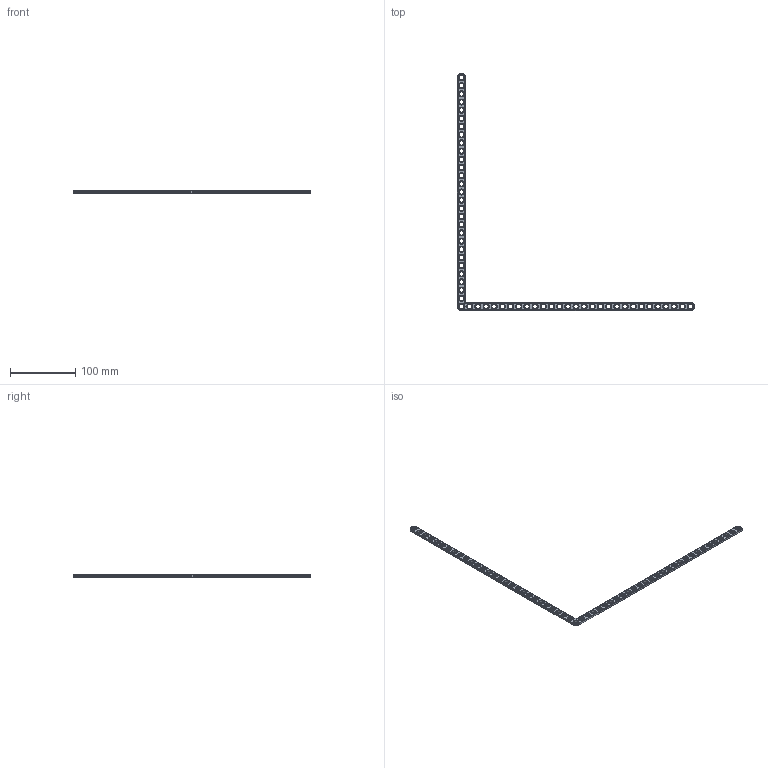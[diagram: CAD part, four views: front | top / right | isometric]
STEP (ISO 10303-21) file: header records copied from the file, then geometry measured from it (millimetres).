
FILE_DESCRIPTION(('FreeCAD Model'),'2;1');
FILE_NAME('Open CASCADE Shape Model','2024-02-09T22:50:03',(''),(''), 'Open CASCADE STEP processor 7.6','FreeCAD','Unknown');
FILE_SCHEMA(('AUTOMOTIVE_DESIGN { 1 0 10303 214 1 1 1 1 }'));
Products named in the file (1): Brace AGD 90 SYM ERR BU29x00.25 - SPN-BRC-0637 (stemfie.org)
Bounding box: 362.5 x 362.5 x 3.12 mm (x, y, z)
Volume: 19901 mm3; surface area: 21432.1 mm2
Topology: 1 solids, 1 shells, 837 faces, 2104 edges, 1360 vertices
Faces by surface type: plane 387, extrusion 210, cone 120, cylinder 120
Full cylindrical faces by diameter (mm): 7 x57, 9.2 x57
Entity records: 54144 total; most frequent: CARTESIAN_POINT 12743, DIRECTION 6974, VECTOR 4815, LINE 4605, ORIENTED_EDGE 4208, PCURVE 4208, DEFINITIONAL_REPRESENTATION 4208, EDGE_CURVE 2104
